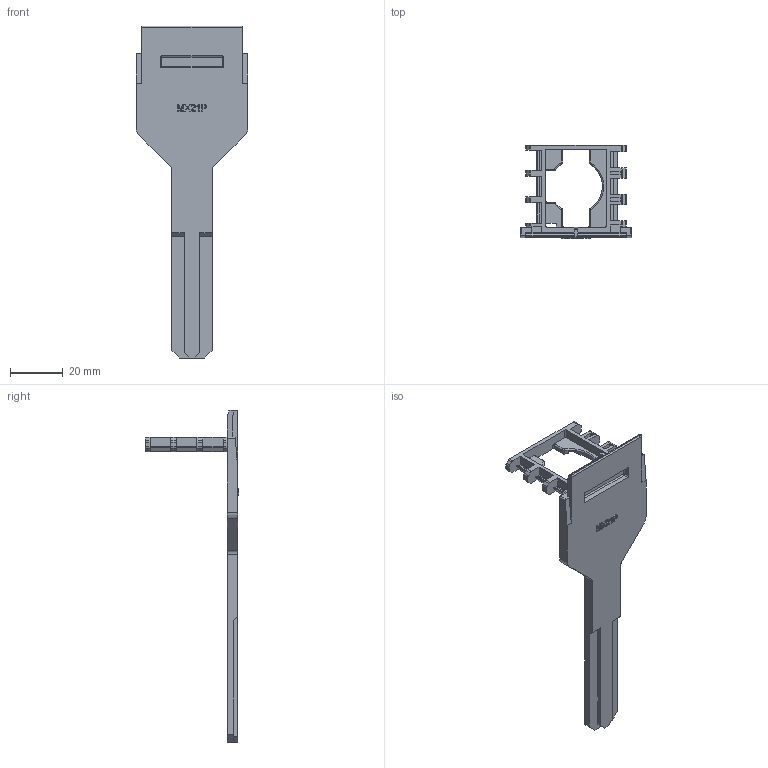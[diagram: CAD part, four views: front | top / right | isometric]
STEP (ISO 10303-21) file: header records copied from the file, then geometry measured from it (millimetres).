
FILE_DESCRIPTION(/* description */ (''),/* implementation_level */ '2;1');
FILE_NAME(/* name */ '3d_MX21P.stp',/* time_stamp */ '2022-02-22T14:47:07+01:00',/* author */ (''),/* organization */ (''),/* preprocessor_version */ 'ST-DEVELOPER v16.7',/* originating_system */ 'SIEMENS PLM Software NX 12.0',/* authorisation */ '');
FILE_SCHEMA (('AUTOMOTIVE_DESIGN { 1 0 10303 214 3 1 1 1 }'));
Length unit declared in the file: millimetre
Products named in the file (1): Rugg29140CD5pd7f
Bounding box: 42.4 x 35.3 x 126 mm (x, y, z)
Surface area: 11439.9 mm2 (no closed solid volume)
Topology: 0 solids, 1 shells, 559 faces, 1585 edges, 1048 vertices
Faces by surface type: plane 320, cylinder 197, bspline 29, torus 9, sphere 4
Entity records: 18425 total; most frequent: CARTESIAN_POINT 3667, ORIENTED_EDGE 3126, DIRECTION 3020, EDGE_CURVE 1585, LINE 1100, VECTOR 1100, VERTEX_POINT 1048, AXIS2_PLACEMENT_3D 960
